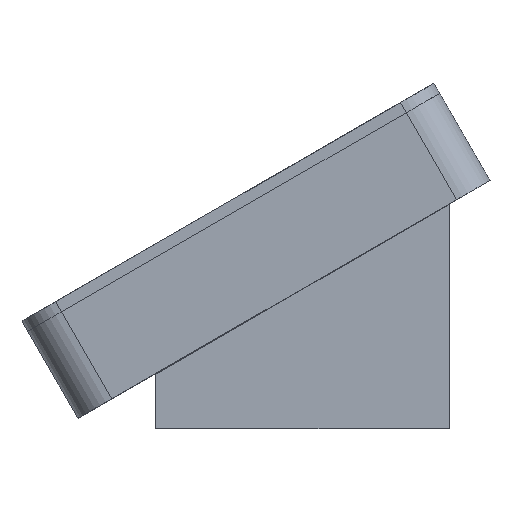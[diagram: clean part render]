
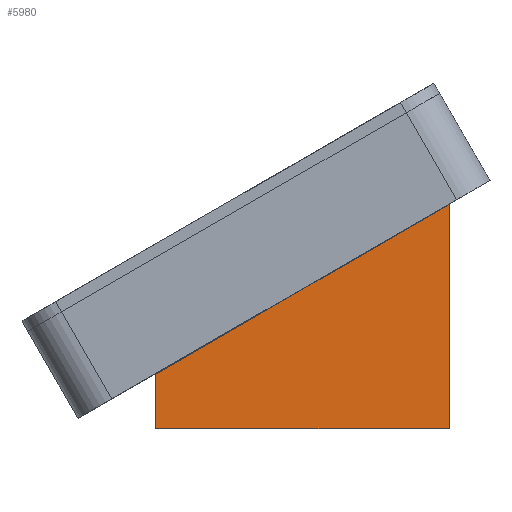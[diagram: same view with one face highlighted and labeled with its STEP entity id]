
A CAD part, front view. The second image highlights one B-rep face of the part: STEP entity #5980.
In plain terms, the highlighted planar face has unit normal (0, -1, 0).
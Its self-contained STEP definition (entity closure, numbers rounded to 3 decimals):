
#596=PLANE('',#6402);
#902=FACE_OUTER_BOUND('',#1337,.T.);
#1337=EDGE_LOOP('',(#5568,#5569,#5570,#5571));
#1800=LINE('',#11157,#2269);
#1801=LINE('',#11159,#2270);
#1802=LINE('',#11161,#2271);
#1803=LINE('',#11162,#2272);
#2269=VECTOR('',#7627,10.);
#2270=VECTOR('',#7628,10.);
#2271=VECTOR('',#7629,10.);
#2272=VECTOR('',#7630,10.);
#3019=VERTEX_POINT('',#11155);
#3020=VERTEX_POINT('',#11156);
#3021=VERTEX_POINT('',#11158);
#3022=VERTEX_POINT('',#11160);
#3870=EDGE_CURVE('',#3019,#3020,#1800,.T.);
#3871=EDGE_CURVE('',#3020,#3021,#1801,.T.);
#3872=EDGE_CURVE('',#3021,#3022,#1802,.T.);
#3873=EDGE_CURVE('',#3022,#3019,#1803,.T.);
#5568=ORIENTED_EDGE('',*,*,#3870,.T.);
#5569=ORIENTED_EDGE('',*,*,#3871,.T.);
#5570=ORIENTED_EDGE('',*,*,#3872,.T.);
#5571=ORIENTED_EDGE('',*,*,#3873,.T.);
#5980=ADVANCED_FACE('',(#902),#596,.T.);
#6402=AXIS2_PLACEMENT_3D('',#11154,#7625,#7626);
#7625=DIRECTION('center_axis',(0.,-1.,0.));
#7626=DIRECTION('ref_axis',(0.,0.,-1.));
#7627=DIRECTION('',(-0.865,0.,-0.501));
#7628=DIRECTION('',(0.,0.,-1.));
#7629=DIRECTION('',(1.,0.,0.));
#7630=DIRECTION('',(0.,0.,1.));
#11154=CARTESIAN_POINT('Origin',(-26.,-36.,14.5));
#11155=CARTESIAN_POINT('',(-7.,-36.,29.));
#11156=CARTESIAN_POINT('',(-45.,-36.,7.));
#11157=CARTESIAN_POINT('',(-45.,-36.,7.));
#11158=CARTESIAN_POINT('',(-45.,-36.,0.));
#11159=CARTESIAN_POINT('',(-45.,-36.,0.));
#11160=CARTESIAN_POINT('',(-7.,-36.,0.));
#11161=CARTESIAN_POINT('',(-7.,-36.,0.));
#11162=CARTESIAN_POINT('',(-7.,-36.,29.));
